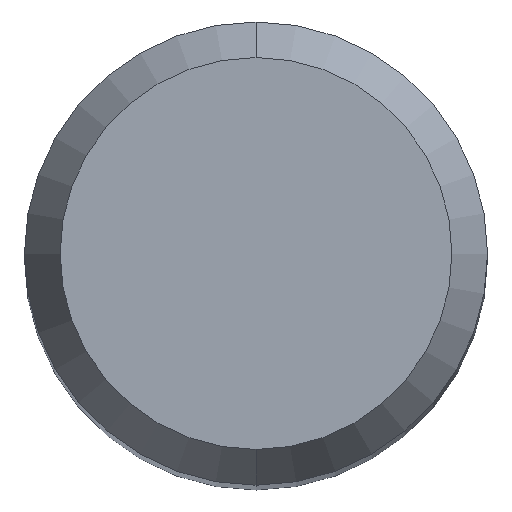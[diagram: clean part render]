
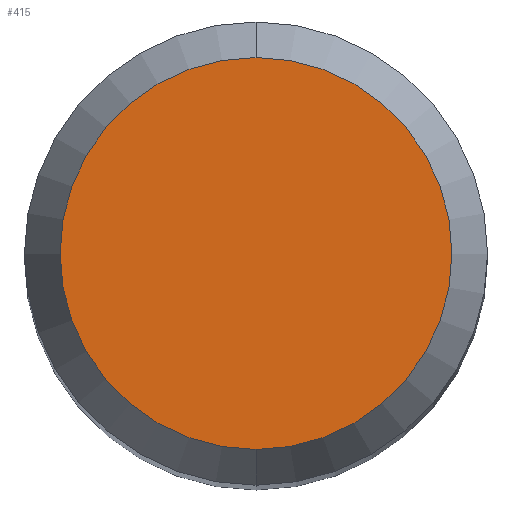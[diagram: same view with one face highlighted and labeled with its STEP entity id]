
A CAD part, top view. The second image highlights one B-rep face of the part: STEP entity #415.
In plain terms, the highlighted planar face has unit normal (0, 0, 1).
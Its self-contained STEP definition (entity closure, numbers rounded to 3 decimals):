
#187=VERTEX_POINT('',#479);
#275=EDGE_CURVE('',#187,#379,#579,.T.);
#379=VERTEX_POINT('',#691);
#403=EDGE_CURVE('',#379,#187,#717,.T.);
#415=ADVANCED_FACE('',(#730),#731,.T.);
#479=CARTESIAN_POINT('',(0.0,2.538,0.0));
#579=CIRCLE('',#946,2.538);
#691=CARTESIAN_POINT('',(0.,-2.538,0.0));
#717=CIRCLE('',#1296,2.538);
#730=FACE_OUTER_BOUND('',#1312,.T.);
#731=PLANE('',#1313);
#946=AXIS2_PLACEMENT_3D('',#1539,#1540,#1541);
#1296=AXIS2_PLACEMENT_3D('',#1666,#1667,#1668);
#1312=EDGE_LOOP('',(#1681,#1682));
#1313=AXIS2_PLACEMENT_3D('',#1683,#1684,#1685);
#1539=CARTESIAN_POINT('',(0.0,0.0,0.0));
#1540=DIRECTION('',(0.0,0.0,-1.0));
#1541=DIRECTION('',(0.0,1.0,0.0));
#1666=CARTESIAN_POINT('',(0.0,0.0,0.0));
#1667=DIRECTION('',(0.0,0.0,-1.0));
#1668=DIRECTION('',(0.0,1.0,0.0));
#1681=ORIENTED_EDGE('',*,*,#275,.F.);
#1682=ORIENTED_EDGE('',*,*,#403,.F.);
#1683=CARTESIAN_POINT('',(0.0,1.269,0.0));
#1684=DIRECTION('',(-0.0,0.0,1.0));
#1685=DIRECTION('',(0.0,-1.0,0.0));
